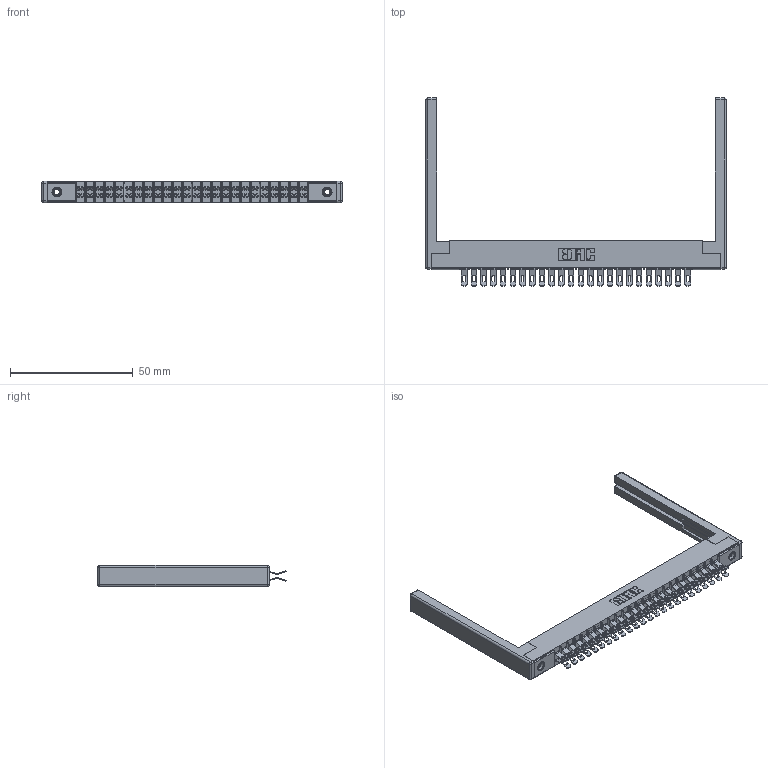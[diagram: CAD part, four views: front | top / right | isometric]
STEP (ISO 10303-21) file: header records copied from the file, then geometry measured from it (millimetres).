
FILE_DESCRIPTION (( 'STEP AP203' ), '1' );
FILE_NAME ('305-048-555-568.STEP', '2019-09-09T21:20:06', ( '' ), ( '' ), 'SwSTEP 2.0', 'SolidWorks 2016', '' );
FILE_SCHEMA (( 'CONFIG_CONTROL_DESIGN' ));
Length unit declared in the file: inch
Products named in the file (5): 345-250-001_345-250-001-102; 307-220-068; 305-048-555-568; 305-290-001_555; 305 Part_.156 Dia
Assembly tree (53 placements, depth 2):
  305-048-555-568
    305 Part_.156 Dia
    305-290-001_555  x48
    345-250-001_345-250-001-102  x2
    307-220-068  x2
Bounding box: 122.53 x 76.71 x 8.71 mm (x, y, z)
Volume: 12062.1 mm3; surface area: 19850 mm2
Topology: 53 solids, 53 shells, 3438 faces, 10186 edges, 6640 vertices
Faces by surface type: plane 1692, cylinder 1626, sphere 104, cone 12, torus 4
Entity records: 31560 total; most frequent: CARTESIAN_POINT 5213, ORIENTED_EDGE 5154, DIRECTION 5071, EDGE_CURVE 2577, LINE 2035, VECTOR 2035, VERTEX_POINT 1644, AXIS2_PLACEMENT_3D 1518
